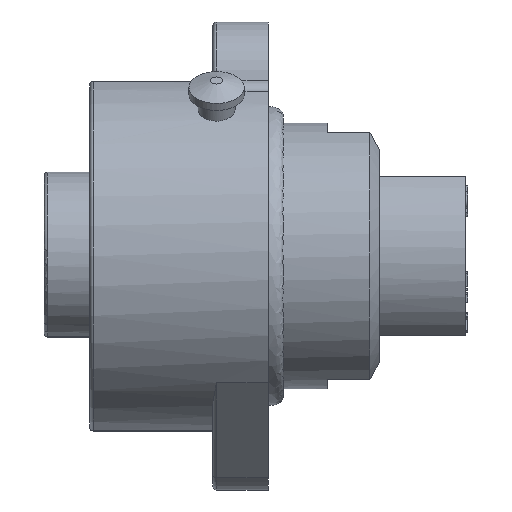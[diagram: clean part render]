
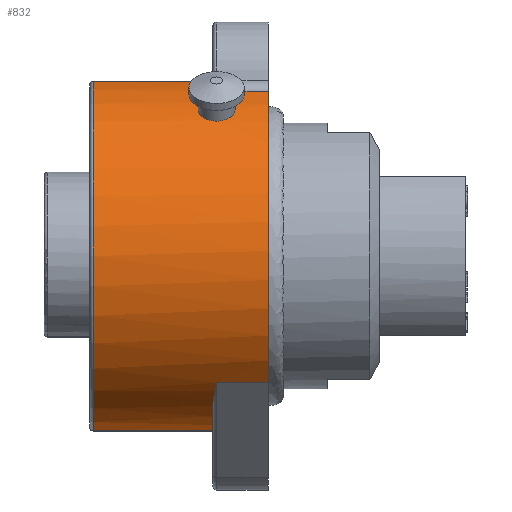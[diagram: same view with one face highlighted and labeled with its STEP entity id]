
A CAD part, left-side view. The second image highlights one B-rep face of the part: STEP entity #832.
In plain terms, the highlighted cylindrical face has radius 14.5 mm (diameter 29 mm), a partial arc.
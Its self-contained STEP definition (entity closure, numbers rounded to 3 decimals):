
#216=B_SPLINE_CURVE_WITH_KNOTS('',3,(#26105,#26106,#26107,#26108,#26109,
#26110,#26111,#26112,#26113,#26114),.UNSPECIFIED.,.F.,.F.,(4,3,3,4),(0.,
0.007,0.688,1.),.UNSPECIFIED.);
#217=B_SPLINE_CURVE_WITH_KNOTS('',3,(#26126,#26127,#26128,#26129,#26130,
#26131,#26132,#26133,#26134,#26135),.UNSPECIFIED.,.F.,.F.,(4,3,3,4),(0.,
0.202,0.992,1.),.UNSPECIFIED.);
#218=B_SPLINE_CURVE_WITH_KNOTS('',3,(#26140,#26141,#26142,#26143,#26144,
#26145,#26146,#26147,#26148,#26149,#26150,#26151,#26152,#26153,#26154,#26155,
#26156,#26157,#26158,#26159,#26160,#26161,#26162,#26163,#26164,#26165,#26166,
#26167,#26168,#26169,#26170,#26171,#26172,#26173,#26174,#26175,#26176,#26177,
#26178,#26179,#26180,#26181,#26182,#26183,#26184,#26185,#26186,#26187,#26188,
#26189,#26190,#26191,#26192,#26193,#26194,#26195,#26196,#26197),
 .UNSPECIFIED.,.T.,.F.,(1,3,3,3,3,3,3,3,3,3,3,3,3,3,3,3,3,3,3,3,3,1),(-0.035,
0.,0.054,0.107,0.161,0.214,
0.268,0.321,0.375,0.429,
0.483,0.536,0.589,0.643,
0.697,0.751,0.804,0.857,
0.911,0.965,1.,1.054),.UNSPECIFIED.);
#357=CYLINDRICAL_SURFACE('',#18371,14.5);
#660=FACE_BOUND('',#3406,.T.);
#661=FACE_BOUND('',#3407,.T.);
#832=ADVANCED_FACE('',(#660,#661),#357,.T.);
#3406=EDGE_LOOP('',(#5604,#5605,#5606,#5607,#5608,#5609,#5610,#5611,#5612,
#5613));
#3407=EDGE_LOOP('',(#5614));
#4615=CIRCLE('',#18367,14.5);
#4616=CIRCLE('',#18368,14.5);
#4617=CIRCLE('',#18369,14.5);
#4618=CIRCLE('',#18370,14.5);
#5604=ORIENTED_EDGE('',*,*,#12496,.T.);
#5605=ORIENTED_EDGE('',*,*,#12497,.T.);
#5606=ORIENTED_EDGE('',*,*,#12498,.T.);
#5607=ORIENTED_EDGE('',*,*,#12499,.T.);
#5608=ORIENTED_EDGE('',*,*,#12500,.T.);
#5609=ORIENTED_EDGE('',*,*,#12501,.T.);
#5610=ORIENTED_EDGE('',*,*,#12502,.T.);
#5611=ORIENTED_EDGE('',*,*,#12503,.T.);
#5612=ORIENTED_EDGE('',*,*,#12504,.F.);
#5613=ORIENTED_EDGE('',*,*,#12505,.F.);
#5614=ORIENTED_EDGE('',*,*,#12506,.F.);
#10762=VERTEX_POINT('',#26103);
#10763=VERTEX_POINT('',#26104);
#10764=VERTEX_POINT('',#26115);
#10765=VERTEX_POINT('',#26117);
#10766=VERTEX_POINT('',#26119);
#10767=VERTEX_POINT('',#26121);
#10768=VERTEX_POINT('',#26123);
#10769=VERTEX_POINT('',#26125);
#10770=VERTEX_POINT('',#26136);
#10771=VERTEX_POINT('',#26138);
#10772=VERTEX_POINT('',#26198);
#12496=EDGE_CURVE('',#10762,#10763,#14866,.T.);
#12497=EDGE_CURVE('',#10763,#10764,#216,.T.);
#12498=EDGE_CURVE('',#10764,#10765,#4615,.T.);
#12499=EDGE_CURVE('',#10765,#10766,#14867,.T.);
#12500=EDGE_CURVE('',#10766,#10767,#4616,.T.);
#12501=EDGE_CURVE('',#10767,#10768,#14868,.T.);
#12502=EDGE_CURVE('',#10768,#10769,#4617,.T.);
#12503=EDGE_CURVE('',#10769,#10770,#217,.T.);
#12504=EDGE_CURVE('',#10771,#10770,#14869,.T.);
#12505=EDGE_CURVE('',#10762,#10771,#4618,.T.);
#12506=EDGE_CURVE('',#10772,#10772,#218,.T.);
#14866=LINE('',#26102,#16704);
#14867=LINE('',#26118,#16705);
#14868=LINE('',#26122,#16706);
#14869=LINE('',#26137,#16707);
#16704=VECTOR('',#20422,1.);
#16705=VECTOR('',#20425,1.);
#16706=VECTOR('',#20428,1.);
#16707=VECTOR('',#20431,1.);
#18367=AXIS2_PLACEMENT_3D('',#26116,#20423,#20424);
#18368=AXIS2_PLACEMENT_3D('',#26120,#20426,#20427);
#18369=AXIS2_PLACEMENT_3D('',#26124,#20429,#20430);
#18370=AXIS2_PLACEMENT_3D('',#26139,#20432,#20433);
#18371=AXIS2_PLACEMENT_3D('',#26199,#20434,#20435);
#20422=DIRECTION('',(0.,1.,0.));
#20423=DIRECTION('',(0.,1.,0.));
#20424=DIRECTION('',(-1.,0.,0.));
#20425=DIRECTION('',(0.,1.,0.));
#20426=DIRECTION('',(0.,-1.,0.));
#20427=DIRECTION('',(0.,0.,1.));
#20428=DIRECTION('',(0.,-1.,0.));
#20429=DIRECTION('',(0.,1.,0.));
#20430=DIRECTION('',(-1.,0.,0.));
#20431=DIRECTION('',(0.,1.,0.));
#20432=DIRECTION('',(0.,-1.,0.));
#20433=DIRECTION('',(0.,0.,1.));
#20434=DIRECTION('',(0.,-1.,0.));
#20435=DIRECTION('',(0.,0.,1.));
#26102=CARTESIAN_POINT('',(-5.606,9.,13.372));
#26103=CARTESIAN_POINT('',(-5.606,9.,13.372));
#26104=CARTESIAN_POINT('',(-5.606,13.2,13.372));
#26105=CARTESIAN_POINT('',(-5.606,13.2,13.372));
#26106=CARTESIAN_POINT('',(-5.604,13.201,13.373));
#26107=CARTESIAN_POINT('',(-5.603,13.202,13.374));
#26108=CARTESIAN_POINT('',(-5.601,13.203,13.374));
#26109=CARTESIAN_POINT('',(-5.444,13.3,13.44));
#26110=CARTESIAN_POINT('',(-5.283,13.399,13.505));
#26111=CARTESIAN_POINT('',(-5.108,13.456,13.571));
#26112=CARTESIAN_POINT('',(-5.027,13.482,13.601));
#26113=CARTESIAN_POINT('',(-4.942,13.5,13.632));
#26114=CARTESIAN_POINT('',(-4.857,13.5,13.662));
#26115=CARTESIAN_POINT('',(-4.857,13.5,13.662));
#26116=CARTESIAN_POINT('',(0.,13.5,0.));
#26117=CARTESIAN_POINT('',(-2.987,13.5,14.189));
#26118=CARTESIAN_POINT('',(-2.987,27.2,14.189));
#26119=CARTESIAN_POINT('',(-2.987,23.2,14.189));
#26120=CARTESIAN_POINT('',(0.,23.2,0.));
#26121=CARTESIAN_POINT('',(-2.987,23.2,-14.189));
#26122=CARTESIAN_POINT('',(-2.987,27.2,-14.189));
#26123=CARTESIAN_POINT('',(-2.987,13.5,-14.189));
#26124=CARTESIAN_POINT('',(0.,13.5,0.));
#26125=CARTESIAN_POINT('',(-7.922,13.5,-12.145));
#26126=CARTESIAN_POINT('',(-7.922,13.5,-12.145));
#26127=CARTESIAN_POINT('',(-8.09,13.5,-12.035));
#26128=CARTESIAN_POINT('',(-8.255,13.492,-11.922));
#26129=CARTESIAN_POINT('',(-8.418,13.479,-11.806));
#26130=CARTESIAN_POINT('',(-9.053,13.43,-11.354));
#26131=CARTESIAN_POINT('',(-9.649,13.315,-10.851));
#26132=CARTESIAN_POINT('',(-10.199,13.203,-10.307));
#26133=CARTESIAN_POINT('',(-10.204,13.202,-10.302));
#26134=CARTESIAN_POINT('',(-10.21,13.201,-10.296));
#26135=CARTESIAN_POINT('',(-10.216,13.2,-10.29));
#26136=CARTESIAN_POINT('',(-10.216,13.2,-10.29));
#26137=CARTESIAN_POINT('',(-10.216,9.,-10.29));
#26138=CARTESIAN_POINT('',(-10.216,9.,-10.29));
#26139=CARTESIAN_POINT('',(0.,9.,0.));
#26140=CARTESIAN_POINT('',(-7.044,13.2,12.674));
#26141=CARTESIAN_POINT('',(-7.044,13.367,12.674));
#26142=CARTESIAN_POINT('',(-7.069,13.537,12.66));
#26143=CARTESIAN_POINT('',(-7.117,13.695,12.633));
#26144=CARTESIAN_POINT('',(-7.166,13.853,12.606));
#26145=CARTESIAN_POINT('',(-7.238,14.003,12.565));
#26146=CARTESIAN_POINT('',(-7.328,14.134,12.512));
#26147=CARTESIAN_POINT('',(-7.419,14.265,12.459));
#26148=CARTESIAN_POINT('',(-7.529,14.38,12.393));
#26149=CARTESIAN_POINT('',(-7.65,14.47,12.318));
#26150=CARTESIAN_POINT('',(-7.771,14.559,12.243));
#26151=CARTESIAN_POINT('',(-7.906,14.625,12.156));
#26152=CARTESIAN_POINT('',(-8.042,14.663,12.065));
#26153=CARTESIAN_POINT('',(-8.178,14.7,11.975));
#26154=CARTESIAN_POINT('',(-8.32,14.709,11.877));
#26155=CARTESIAN_POINT('',(-8.455,14.69,11.779));
#26156=CARTESIAN_POINT('',(-8.59,14.671,11.683));
#26157=CARTESIAN_POINT('',(-8.723,14.624,11.584));
#26158=CARTESIAN_POINT('',(-8.842,14.551,11.492));
#26159=CARTESIAN_POINT('',(-8.961,14.479,11.4));
#26160=CARTESIAN_POINT('',(-9.071,14.379,11.313));
#26161=CARTESIAN_POINT('',(-9.163,14.261,11.238));
#26162=CARTESIAN_POINT('',(-9.255,14.142,11.163));
#26163=CARTESIAN_POINT('',(-9.332,14.002,11.098));
#26164=CARTESIAN_POINT('',(-9.388,13.85,11.051));
#26165=CARTESIAN_POINT('',(-9.444,13.699,11.003));
#26166=CARTESIAN_POINT('',(-9.48,13.533,10.972));
#26167=CARTESIAN_POINT('',(-9.494,13.365,10.96));
#26168=CARTESIAN_POINT('',(-9.508,13.199,10.947));
#26169=CARTESIAN_POINT('',(-9.501,13.027,10.954));
#26170=CARTESIAN_POINT('',(-9.472,12.864,10.979));
#26171=CARTESIAN_POINT('',(-9.444,12.701,11.003));
#26172=CARTESIAN_POINT('',(-9.393,12.543,11.046));
#26173=CARTESIAN_POINT('',(-9.325,12.402,11.104));
#26174=CARTESIAN_POINT('',(-9.257,12.26,11.161));
#26175=CARTESIAN_POINT('',(-9.168,12.131,11.235));
#26176=CARTESIAN_POINT('',(-9.065,12.027,11.317));
#26177=CARTESIAN_POINT('',(-8.963,11.922,11.399));
#26178=CARTESIAN_POINT('',(-8.843,11.839,11.492));
#26179=CARTESIAN_POINT('',(-8.716,11.783,11.588));
#26180=CARTESIAN_POINT('',(-8.589,11.728,11.683));
#26181=CARTESIAN_POINT('',(-8.452,11.7,11.783));
#26182=CARTESIAN_POINT('',(-8.314,11.7,11.88));
#26183=CARTESIAN_POINT('',(-8.177,11.7,11.976));
#26184=CARTESIAN_POINT('',(-8.036,11.73,12.07));
#26185=CARTESIAN_POINT('',(-7.904,11.785,12.156));
#26186=CARTESIAN_POINT('',(-7.772,11.84,12.242));
#26187=CARTESIAN_POINT('',(-7.645,11.924,12.322));
#26188=CARTESIAN_POINT('',(-7.533,12.028,12.39));
#26189=CARTESIAN_POINT('',(-7.421,12.132,12.458));
#26190=CARTESIAN_POINT('',(-7.321,12.261,12.516));
#26191=CARTESIAN_POINT('',(-7.244,12.403,12.561));
#26192=CARTESIAN_POINT('',(-7.166,12.546,12.606));
#26193=CARTESIAN_POINT('',(-7.108,12.706,12.638));
#26194=CARTESIAN_POINT('',(-7.076,12.87,12.656));
#26195=CARTESIAN_POINT('',(-7.054,12.978,12.668));
#26196=CARTESIAN_POINT('',(-7.044,13.089,12.674));
#26197=CARTESIAN_POINT('',(-7.044,13.2,12.674));
#26198=CARTESIAN_POINT('',(-7.044,13.2,12.674));
#26199=CARTESIAN_POINT('',(0.,27.2,0.));
